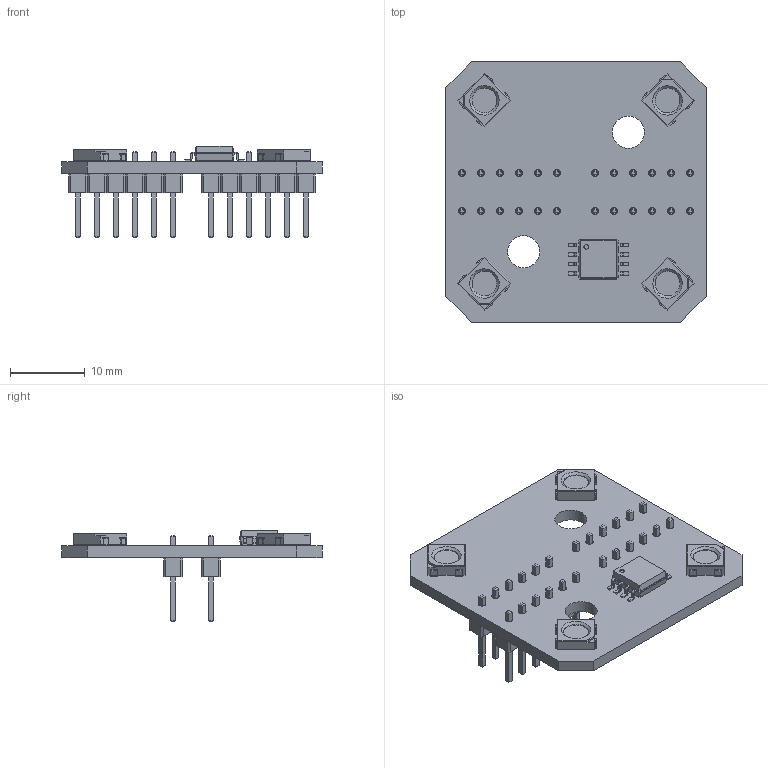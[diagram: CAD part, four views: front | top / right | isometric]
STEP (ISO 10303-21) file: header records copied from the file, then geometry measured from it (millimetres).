
FILE_DESCRIPTION(('KiCad electronic assembly'),'2;1');
FILE_NAME('companion.step','2022-10-07T20:18:28',('Pcbnew'),('Kicad'), 'Open CASCADE STEP processor 7.6','KiCad to STEP converter','Unknown' );
FILE_SCHEMA(('AUTOMOTIVE_DESIGN { 1 0 10303 214 1 1 1 1 }'));
Length unit declared in the file: millimetre
Products named in the file (8): companion 1; LED_WS2812B_PLCC4_5.0x5.0mm_P3.2mm; SOLID; SOIJ-8_5.3x5.3mm_P1.27mm; PinHeader_1x06_P2.54mm_Vertical; companion PCB
Assembly tree (13 placements, depth 3):
  companion 1
    LED_WS2812B_PLCC4_5.0x5.0mm_P3.2mm  x4
      SOLID
    SOIJ-8_5.3x5.3mm_P1.27mm
      SOLID
    PinHeader_1x06_P2.54mm_Vertical  x4
      SOLID
    companion PCB
Bounding box: 34.8 x 34.8 x 12.25 mm (x, y, z)
Volume: 2483.6 mm3; surface area: 4349.5 mm2
Topology: 10 solids, 10 shells, 1056 faces, 2725 edges, 1726 vertices
Faces by surface type: bspline 1020, cylinder 26, plane 10
Full cylindrical faces by diameter (mm): 1 x24, 4.3 x2
Entity records: 26478 total; most frequent: CARTESIAN_POINT 9048, B_SPLINE_CURVE_WITH_KNOTS 2668, ORIENTED_EDGE 2120, PCURVE 2120, DEFINITIONAL_REPRESENTATION 2120, EDGE_CURVE 1060, SURFACE_CURVE 1031, VERTEX_POINT 670
